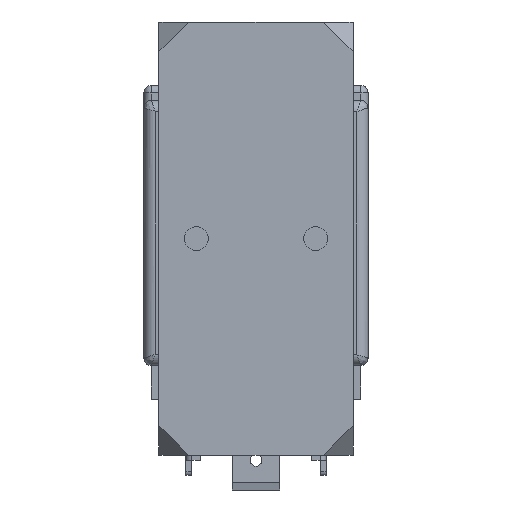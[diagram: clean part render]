
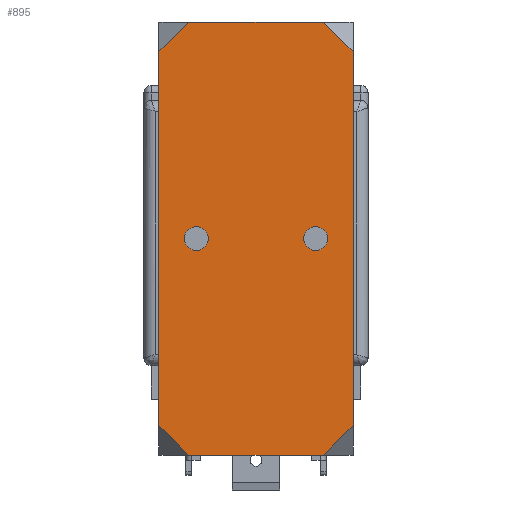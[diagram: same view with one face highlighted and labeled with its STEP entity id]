
A CAD part, front view. The second image highlights one B-rep face of the part: STEP entity #895.
In plain terms, the highlighted planar face has unit normal (0, -1, 0).
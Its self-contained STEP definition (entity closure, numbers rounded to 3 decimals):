
#47=DIRECTION('',(-0.707,0.,0.707));
#48=VECTOR('',#47,5.657);
#49=CARTESIAN_POINT('',(-9.,-13.,-29.));
#50=LINE('',#49,#48);
#205=DIRECTION('',(-0.707,0.,0.707));
#206=VECTOR('',#205,5.657);
#207=CARTESIAN_POINT('',(13.,-13.,25.));
#208=LINE('',#207,#206);
#209=DIRECTION('',(0.,0.,1.));
#210=VECTOR('',#209,50.);
#211=CARTESIAN_POINT('',(13.,-13.,-25.));
#212=LINE('',#211,#210);
#213=DIRECTION('',(0.707,0.,0.707));
#214=VECTOR('',#213,5.657);
#215=CARTESIAN_POINT('',(9.,-13.,-29.));
#216=LINE('',#215,#214);
#217=DIRECTION('',(1.,0.,0.));
#218=VECTOR('',#217,18.);
#219=CARTESIAN_POINT('',(-9.,-13.,-29.));
#220=LINE('',#219,#218);
#221=DIRECTION('',(0.,0.,-1.));
#222=VECTOR('',#221,50.);
#223=CARTESIAN_POINT('',(-13.,-13.,25.));
#224=LINE('',#223,#222);
#225=DIRECTION('',(-0.707,0.,-0.707));
#226=VECTOR('',#225,5.657);
#227=CARTESIAN_POINT('',(-9.,-13.,29.));
#228=LINE('',#227,#226);
#229=DIRECTION('',(-1.,0.,0.));
#230=VECTOR('',#229,18.);
#231=CARTESIAN_POINT('',(9.,-13.,29.));
#232=LINE('',#231,#230);
#233=CARTESIAN_POINT('',(-8.,-13.,0.));
#234=DIRECTION('',(0.,1.,0.));
#235=DIRECTION('',(1.,0.,0.));
#236=AXIS2_PLACEMENT_3D('',#233,#234,#235);
#238=CARTESIAN_POINT('',(-8.,-13.,0.));
#239=DIRECTION('',(0.,1.,0.));
#240=DIRECTION('',(-1.,0.,0.));
#241=AXIS2_PLACEMENT_3D('',#238,#239,#240);
#243=CARTESIAN_POINT('',(8.,-13.,0.));
#244=DIRECTION('',(0.,1.,0.));
#245=DIRECTION('',(1.,0.,0.));
#246=AXIS2_PLACEMENT_3D('',#243,#244,#245);
#248=CARTESIAN_POINT('',(8.,-13.,0.));
#249=DIRECTION('',(0.,1.,0.));
#250=DIRECTION('',(-1.,0.,0.));
#251=AXIS2_PLACEMENT_3D('',#248,#249,#250);
#362=CARTESIAN_POINT('',(-9.,-13.,-29.));
#364=VERTEX_POINT('',#362);
#375=CARTESIAN_POINT('',(9.,-13.,-29.));
#376=VERTEX_POINT('',#375);
#389=CARTESIAN_POINT('',(-13.,-13.,-25.));
#390=VERTEX_POINT('',#389);
#391=CARTESIAN_POINT('',(-13.,-13.,25.));
#393=VERTEX_POINT('',#391);
#409=CARTESIAN_POINT('',(-9.,-13.,29.));
#410=VERTEX_POINT('',#409);
#411=CARTESIAN_POINT('',(9.,-13.,29.));
#413=VERTEX_POINT('',#411);
#433=CARTESIAN_POINT('',(13.,-13.,25.));
#434=VERTEX_POINT('',#433);
#447=CARTESIAN_POINT('',(13.,-13.,-25.));
#448=VERTEX_POINT('',#447);
#449=CARTESIAN_POINT('',(-9.6,-13.,0.));
#451=VERTEX_POINT('',#449);
#454=CARTESIAN_POINT('',(-6.4,-13.,0.));
#456=VERTEX_POINT('',#454);
#457=CARTESIAN_POINT('',(6.4,-13.,0.));
#459=VERTEX_POINT('',#457);
#462=CARTESIAN_POINT('',(9.6,-13.,0.));
#464=VERTEX_POINT('',#462);
#868=CARTESIAN_POINT('',(0.,-13.,0.));
#869=DIRECTION('',(0.,1.,0.));
#870=DIRECTION('',(1.,0.,0.));
#871=AXIS2_PLACEMENT_3D('',#868,#869,#870);
#872=PLANE('',#871);
#873=ORIENTED_EDGE('',*,*,#622,.F.);
#874=ORIENTED_EDGE('',*,*,#658,.F.);
#875=ORIENTED_EDGE('',*,*,#855,.F.);
#876=ORIENTED_EDGE('',*,*,#472,.F.);
#877=ORIENTED_EDGE('',*,*,#510,.T.);
#878=ORIENTED_EDGE('',*,*,#529,.F.);
#879=ORIENTED_EDGE('',*,*,#566,.F.);
#880=ORIENTED_EDGE('',*,*,#586,.F.);
#881=EDGE_LOOP('',(#873,#874,#875,#876,#877,#878,#879,#880));
#882=FACE_OUTER_BOUND('',#881,.F.);
#884=ORIENTED_EDGE('',*,*,#883,.F.);
#886=ORIENTED_EDGE('',*,*,#885,.F.);
#887=EDGE_LOOP('',(#884,#886));
#888=FACE_BOUND('',#887,.F.);
#890=ORIENTED_EDGE('',*,*,#889,.F.);
#892=ORIENTED_EDGE('',*,*,#891,.F.);
#893=EDGE_LOOP('',(#890,#892));
#894=FACE_BOUND('',#893,.F.);
#895=ADVANCED_FACE('',(#882,#888,#894),#872,.F.);
#237=CIRCLE('',#236,1.6);
#242=CIRCLE('',#241,1.6);
#247=CIRCLE('',#246,1.6);
#252=CIRCLE('',#251,1.6);
#472=EDGE_CURVE('',#364,#376,#220,.T.);
#510=EDGE_CURVE('',#364,#390,#50,.T.);
#529=EDGE_CURVE('',#393,#390,#224,.T.);
#566=EDGE_CURVE('',#410,#393,#228,.T.);
#586=EDGE_CURVE('',#413,#410,#232,.T.);
#622=EDGE_CURVE('',#434,#413,#208,.T.);
#658=EDGE_CURVE('',#448,#434,#212,.T.);
#855=EDGE_CURVE('',#376,#448,#216,.T.);
#883=EDGE_CURVE('',#456,#451,#237,.T.);
#885=EDGE_CURVE('',#451,#456,#242,.T.);
#889=EDGE_CURVE('',#464,#459,#247,.T.);
#891=EDGE_CURVE('',#459,#464,#252,.T.);
